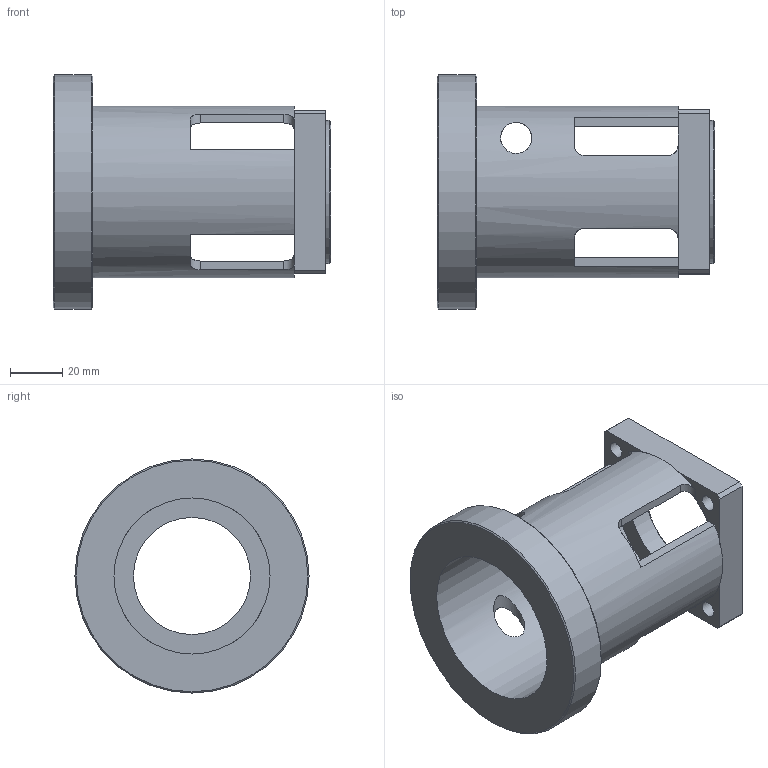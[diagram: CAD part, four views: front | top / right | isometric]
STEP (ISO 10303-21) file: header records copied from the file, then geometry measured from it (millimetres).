
FILE_DESCRIPTION(/* description */ (''),/* implementation_level */ '2;1');
FILE_NAME(/* name */ 'VK CTJ145 90 GESM2428.stp',/* time_stamp */ '2015-08-31T12:02:15+01:00',/* author */ ('Hypex'),/* organization */ ('Hypex'),/* preprocessor_version */ 'ST-DEVELOPER v15.2',/* originating_system */ 'Autodesk Inventor 2014',/* authorisation */ '');
FILE_SCHEMA (('AUTOMOTIVE_DESIGN { 1 0 10303 214 3 1 1 }'));
Length unit declared in the file: millimetre
Products named in the file (1): VK CTJ145 90 GESM2428
Bounding box: 106.5 x 90 x 90 mm (x, y, z)
Volume: 112063.5 mm3; surface area: 50117.1 mm2
Topology: 1 solids, 1 shells, 56 faces, 158 edges, 103 vertices
Faces by surface type: plane 29, cylinder 23, cone 4
Full cylindrical faces by diameter (mm): 6.2 x4, 12 x2, 45 x1, 55 x1, 60 x1, 66 x1, 90 x1
Entity records: 2007 total; most frequent: CARTESIAN_POINT 583, DIRECTION 284, ORIENTED_EDGE 274, EDGE_CURVE 137, AXIS2_PLACEMENT_3D 110, VERTEX_POINT 97, EDGE_LOOP 92, LINE 64
